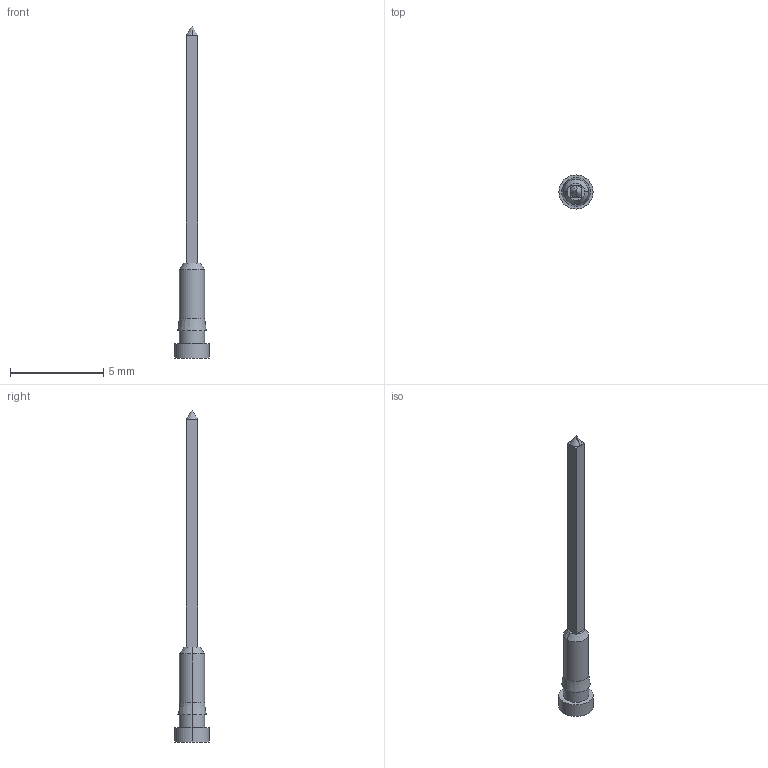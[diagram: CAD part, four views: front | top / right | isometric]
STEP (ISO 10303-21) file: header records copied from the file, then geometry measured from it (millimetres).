
FILE_DESCRIPTION (( 'STEP AP214' ), '1' );
FILE_NAME ('IF-PI-17.8-1.9.STEP', '2020-06-04T06:16:47', ( '' ), ( '' ), 'SwSTEP 2.0', 'SolidWorks 2020', '' );
FILE_SCHEMA (( 'AUTOMOTIVE_DESIGN' ));
Length unit declared in the file: millimetre
Products named in the file (1): IF-PI-17.8-1.9
Bounding box: 1.83 x 1.83 x 17.78 mm (x, y, z)
Volume: 18.2 mm3; surface area: 91.3 mm2
Topology: 2 solids, 2 shells, 30 faces, 62 edges, 37 vertices
Faces by surface type: plane 18, cone 6, cylinder 6
Entity records: 815 total; most frequent: DIRECTION 142, CARTESIAN_POINT 128, ORIENTED_EDGE 120, EDGE_CURVE 60, AXIS2_PLACEMENT_3D 51, LINE 40, VECTOR 40, VERTEX_POINT 37
